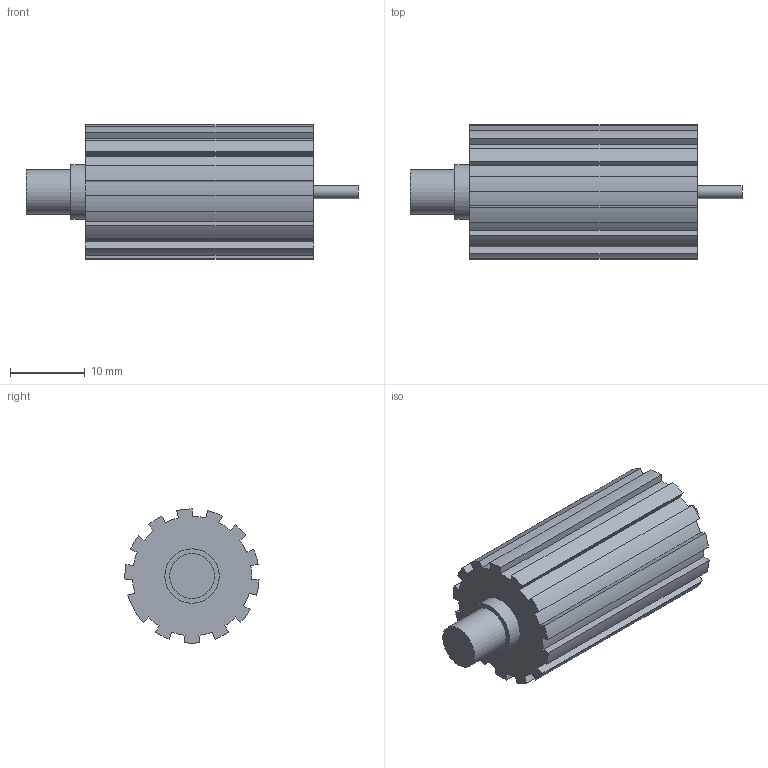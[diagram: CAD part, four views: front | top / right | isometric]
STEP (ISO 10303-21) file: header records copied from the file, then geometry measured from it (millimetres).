
FILE_DESCRIPTION(/* description */ (''),/* implementation_level */ '2;1');
FILE_NAME(/* name */ 'T16_Scroll Wheel.step',/* time_stamp */ '2023-02-16T01:22:05+08:00',/* author */ (''),/* organization */ (''),/* preprocessor_version */ 'ST-DEVELOPER v19.2',/* originating_system */ 'Autodesk Translation Framework v11.17.0.187',/* authorisation */ '');
FILE_SCHEMA (('AUTOMOTIVE_DESIGN { 1 0 10303 214 3 1 1 }'));
Length unit declared in the file: millimetre
Products named in the file (1): T16_Scroll Wheel
Bounding box: 44.5 x 17.98 x 17.99 mm (x, y, z)
Volume: 6618.3 mm3; surface area: 3573 mm2
Topology: 2 solids, 2 shells, 118 faces, 303 edges, 182 vertices
Faces by surface type: plane 71, cylinder 47
Full cylindrical faces by diameter (mm): 1.75 x1, 2.2 x2, 6 x1, 7.3 x1
Entity records: 3577 total; most frequent: DIRECTION 635, ORIENTED_EDGE 606, CARTESIAN_POINT 604, EDGE_CURVE 303, AXIS2_PLACEMENT_3D 213, LINE 209, VECTOR 209, VERTEX_POINT 182
